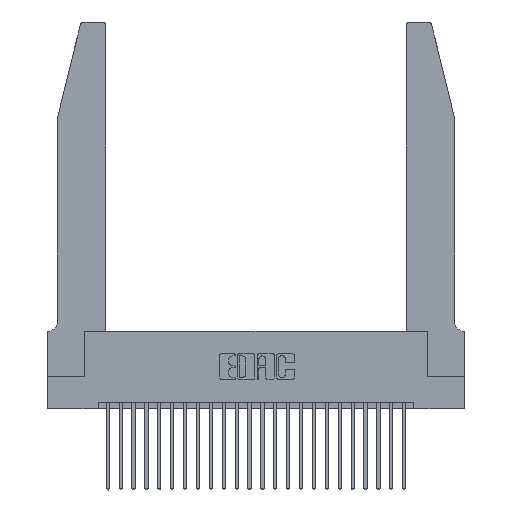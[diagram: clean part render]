
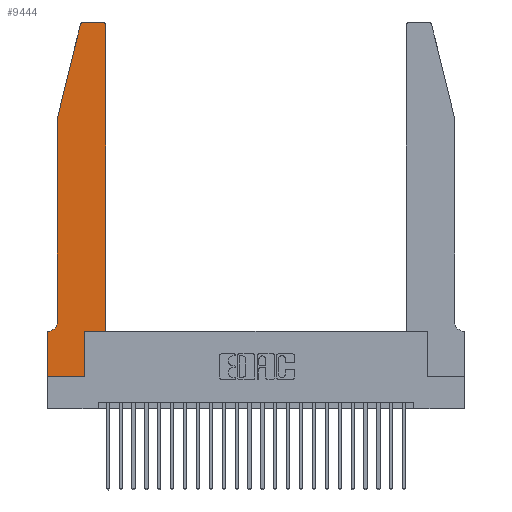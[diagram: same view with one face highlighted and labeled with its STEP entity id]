
A CAD part, top view. The second image highlights one B-rep face of the part: STEP entity #9444.
In plain terms, the highlighted planar face has unit normal (0, 0, 1).
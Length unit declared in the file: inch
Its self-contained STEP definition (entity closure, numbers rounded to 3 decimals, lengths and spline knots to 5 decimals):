
#31 = ORIENTED_EDGE ( 'NONE', *, *, #538, .T. ) ;
#191 = ORIENTED_EDGE ( 'NONE', *, *, #13334, .T. ) ;
#470 = LINE ( 'NONE', #6756, #25331 ) ;
#538 = EDGE_CURVE ( 'NONE', #22420, #11982, #15405, .T. ) ;
#994 = DIRECTION ( 'NONE',  ( 1., 0., 0. ) ) ;
#1041 = VERTEX_POINT ( 'NONE', #17165 ) ;
#1360 = DIRECTION ( 'NONE',  ( -0.239, -0.971, 0. ) ) ;
#1444 = CARTESIAN_POINT ( 'NONE',  ( 0.0755, 0.35, 0.37 ) ) ;
#1699 = ORIENTED_EDGE ( 'NONE', *, *, #20591, .T. ) ;
#2203 = DIRECTION ( 'NONE',  ( 0., -1., 0. ) ) ;
#2941 = ORIENTED_EDGE ( 'NONE', *, *, #18304, .T. ) ;
#3295 = EDGE_CURVE ( 'NONE', #18430, #11614, #13918, .T. ) ;
#3422 = LINE ( 'NONE', #3458, #8819 ) ;
#3458 = CARTESIAN_POINT ( 'NONE',  ( 0., 0., 0.37 ) ) ;
#3758 = VECTOR ( 'NONE', #1360, 39.37008 ) ;
#3947 = VERTEX_POINT ( 'NONE', #8982 ) ;
#3959 = ORIENTED_EDGE ( 'NONE', *, *, #10569, .T. ) ;
#4118 = CARTESIAN_POINT ( 'NONE',  ( 0.284, 2.75, 0.37 ) ) ;
#4267 = EDGE_CURVE ( 'NONE', #11614, #25486, #20116, .T. ) ;
#4648 = ORIENTED_EDGE ( 'NONE', *, *, #19654, .T. ) ;
#4864 = CARTESIAN_POINT ( 'NONE',  ( 0., 0.35, 0.37 ) ) ;
#5205 = AXIS2_PLACEMENT_3D ( 'NONE', #11574, #19543, #21672 ) ;
#5215 = CARTESIAN_POINT ( 'NONE',  ( 0.0755, 2., 0.37 ) ) ;
#5318 = VERTEX_POINT ( 'NONE', #5608 ) ;
#5608 = CARTESIAN_POINT ( 'NONE',  ( 0.4505, 0.35, 0.37 ) ) ;
#5849 = DIRECTION ( 'NONE',  ( 0., 1., 0. ) ) ;
#5950 = CARTESIAN_POINT ( 'NONE',  ( 0., 0., 0.37 ) ) ;
#6034 = VECTOR ( 'NONE', #17225, 39.37008 ) ;
#6171 = CARTESIAN_POINT ( 'NONE',  ( 0.2605, 2.75, 0.37 ) ) ;
#6756 = CARTESIAN_POINT ( 'NONE',  ( 0.4505, 0.35, 0.37 ) ) ;
#6984 = CARTESIAN_POINT ( 'NONE',  ( 0.2865, 0., 0.37 ) ) ;
#6993 = VERTEX_POINT ( 'NONE', #6984 ) ;
#7029 = VERTEX_POINT ( 'NONE', #12099 ) ;
#7065 = DIRECTION ( 'NONE',  ( 0., 0., -1. ) ) ;
#7140 = EDGE_CURVE ( 'NONE', #5318, #16303, #470, .T. ) ;
#7724 = AXIS2_PLACEMENT_3D ( 'NONE', #17762, #8119, #19869 ) ;
#8119 = DIRECTION ( 'NONE',  ( 0., 0., 1. ) ) ;
#8387 = DIRECTION ( 'NONE',  ( -1., 0., 0. ) ) ;
#8589 = ORIENTED_EDGE ( 'NONE', *, *, #22933, .T. ) ;
#8819 = VECTOR ( 'NONE', #17530, 39.37008 ) ;
#8982 = CARTESIAN_POINT ( 'NONE',  ( 0.0755, 0.42, 0.37 ) ) ;
#9112 = DIRECTION ( 'NONE',  ( -1., 0., 0. ) ) ;
#9444 = ADVANCED_FACE ( 'NONE', ( #11962 ), #20326, .T. ) ;
#9523 = CIRCLE ( 'NONE', #5205, 0.03 ) ;
#10008 = LINE ( 'NONE', #6171, #15991 ) ;
#10103 = EDGE_CURVE ( 'NONE', #25486, #6993, #3422, .T. ) ;
#10111 = LINE ( 'NONE', #20769, #16416 ) ;
#10394 = VECTOR ( 'NONE', #2203, 39.37008 ) ;
#10481 = DIRECTION ( 'NONE',  ( 0., 0., 1. ) ) ;
#10569 = EDGE_CURVE ( 'NONE', #11982, #3947, #18788, .T. ) ;
#10901 = VECTOR ( 'NONE', #994, 39.37008 ) ;
#10942 = DIRECTION ( 'NONE',  ( 0., 1., 0. ) ) ;
#11257 = AXIS2_PLACEMENT_3D ( 'NONE', #13027, #7065, #9112 ) ;
#11574 = CARTESIAN_POINT ( 'NONE',  ( 0.4205, 2.72, 0.37 ) ) ;
#11614 = VERTEX_POINT ( 'NONE', #22932 ) ;
#11820 = CARTESIAN_POINT ( 'NONE',  ( 0.25487, 2.72718, 0.37 ) ) ;
#11962 = FACE_OUTER_BOUND ( 'NONE', #25090, .T. ) ;
#11982 = VERTEX_POINT ( 'NONE', #5215 ) ;
#12099 = CARTESIAN_POINT ( 'NONE',  ( 0.2865, 0.35, 0.37 ) ) ;
#13027 = CARTESIAN_POINT ( 'NONE',  ( 0.0055, 0.42, 0.37 ) ) ;
#13334 = EDGE_CURVE ( 'NONE', #6993, #7029, #10111, .T. ) ;
#13783 = CARTESIAN_POINT ( 'NONE',  ( 0.4505, 2.72, 0.37 ) ) ;
#13918 = LINE ( 'NONE', #1444, #6034 ) ;
#15093 = DIRECTION ( 'NONE',  ( 1., 0., 0. ) ) ;
#15296 = CARTESIAN_POINT ( 'NONE',  ( 0.4505, 0.35, 0.37 ) ) ;
#15405 = LINE ( 'NONE', #24269, #3758 ) ;
#15991 = VECTOR ( 'NONE', #8387, 39.37008 ) ;
#16303 = VERTEX_POINT ( 'NONE', #13783 ) ;
#16416 = VECTOR ( 'NONE', #10942, 39.37008 ) ;
#16440 = DIRECTION ( 'NONE',  ( 0., -1., 0. ) ) ;
#16636 = VECTOR ( 'NONE', #16440, 39.37008 ) ;
#16776 = CARTESIAN_POINT ( 'NONE',  ( 0.0755, 2., 0.37 ) ) ;
#17165 = CARTESIAN_POINT ( 'NONE',  ( 0.4205, 2.75, 0.37 ) ) ;
#17225 = DIRECTION ( 'NONE',  ( -1., 0., 0. ) ) ;
#17530 = DIRECTION ( 'NONE',  ( 1., 0., 0. ) ) ;
#17762 = CARTESIAN_POINT ( 'NONE',  ( 0.284, 2.72, 0.37 ) ) ;
#18304 = EDGE_CURVE ( 'NONE', #16303, #1041, #9523, .T. ) ;
#18430 = VERTEX_POINT ( 'NONE', #21843 ) ;
#18526 = ORIENTED_EDGE ( 'NONE', *, *, #7140, .T. ) ;
#18788 = LINE ( 'NONE', #16776, #16636 ) ;
#18938 = CIRCLE ( 'NONE', #7724, 0.03 ) ;
#19284 = CIRCLE ( 'NONE', #11257, 0.07 ) ;
#19477 = ORIENTED_EDGE ( 'NONE', *, *, #10103, .T. ) ;
#19543 = DIRECTION ( 'NONE',  ( 0., 0., 1. ) ) ;
#19654 = EDGE_CURVE ( 'NONE', #1041, #25679, #10008, .T. ) ;
#19671 = CARTESIAN_POINT ( 'NONE',  ( 0., 0., 0.37 ) ) ;
#19675 = ORIENTED_EDGE ( 'NONE', *, *, #3295, .T. ) ;
#19869 = DIRECTION ( 'NONE',  ( 1., 0., 0. ) ) ;
#20116 = LINE ( 'NONE', #5950, #10394 ) ;
#20326 = PLANE ( 'NONE',  #22036 ) ;
#20591 = EDGE_CURVE ( 'NONE', #7029, #5318, #23113, .T. ) ;
#20769 = CARTESIAN_POINT ( 'NONE',  ( 0.2865, 0.35, 0.37 ) ) ;
#21672 = DIRECTION ( 'NONE',  ( 1., 0., 0. ) ) ;
#21843 = CARTESIAN_POINT ( 'NONE',  ( 0.0055, 0.35, 0.37 ) ) ;
#22036 = AXIS2_PLACEMENT_3D ( 'NONE', #4864, #10481, #15093 ) ;
#22391 = ORIENTED_EDGE ( 'NONE', *, *, #22854, .T. ) ;
#22420 = VERTEX_POINT ( 'NONE', #11820 ) ;
#22854 = EDGE_CURVE ( 'NONE', #3947, #18430, #19284, .T. ) ;
#22932 = CARTESIAN_POINT ( 'NONE',  ( 0., 0.35, 0.37 ) ) ;
#22933 = EDGE_CURVE ( 'NONE', #25679, #22420, #18938, .T. ) ;
#23113 = LINE ( 'NONE', #15296, #10901 ) ;
#24269 = CARTESIAN_POINT ( 'NONE',  ( 0.0755, 2., 0.37 ) ) ;
#24285 = ORIENTED_EDGE ( 'NONE', *, *, #4267, .T. ) ;
#25090 = EDGE_LOOP ( 'NONE', ( #4648, #8589, #31, #3959, #22391, #19675, #24285, #19477, #191, #1699, #18526, #2941 ) ) ;
#25331 = VECTOR ( 'NONE', #5849, 39.37008 ) ;
#25486 = VERTEX_POINT ( 'NONE', #19671 ) ;
#25679 = VERTEX_POINT ( 'NONE', #4118 ) ;
